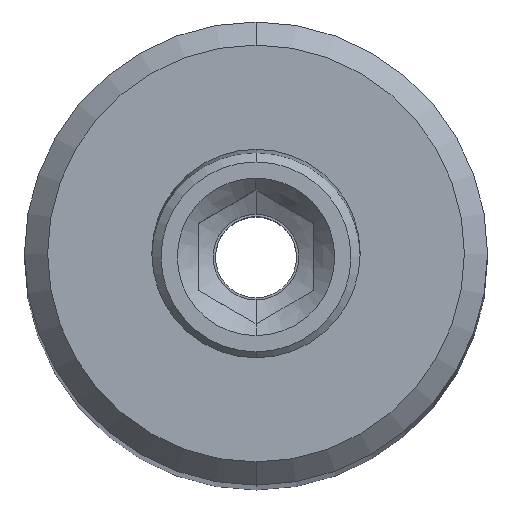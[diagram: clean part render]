
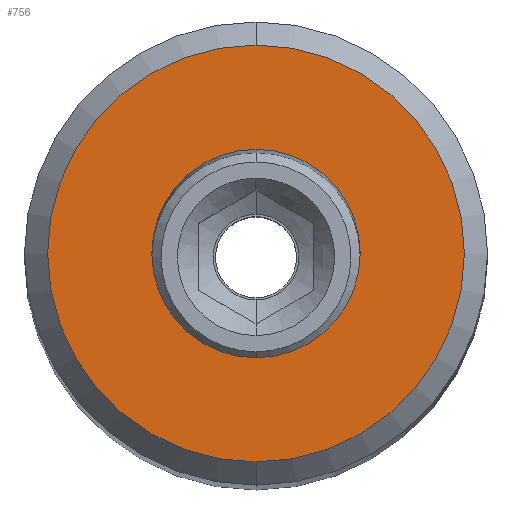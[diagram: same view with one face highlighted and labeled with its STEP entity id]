
A CAD part, top view. The second image highlights one B-rep face of the part: STEP entity #756.
In plain terms, the highlighted planar face has unit normal (0, 0, 1).
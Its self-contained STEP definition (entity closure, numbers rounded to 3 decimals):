
#78=CARTESIAN_POINT('',(0,0,51.5));
#79=DIRECTION('',(0,0,1));
#80=DIRECTION('',(0,1,0));
#81=AXIS2_PLACEMENT_3D('',#78,#79,#80);
#113=CARTESIAN_POINT('',(0,0,51.5));
#114=DIRECTION('',(0,0,-1));
#115=DIRECTION('',(0,1,0));
#116=AXIS2_PLACEMENT_3D('',#113,#114,#115);
#123=CARTESIAN_POINT('',(0,0,51.5));
#124=DIRECTION('',(0,0,1));
#125=DIRECTION('',(0,1,0));
#126=AXIS2_PLACEMENT_3D('',#123,#124,#125);
#128=CARTESIAN_POINT('',(0,0,51.5));
#129=DIRECTION('',(0,0,1));
#130=DIRECTION('',(0,-1,0));
#131=AXIS2_PLACEMENT_3D('',#128,#129,#130);
#477=CARTESIAN_POINT('',(0,4.5,51.5));
#478=CARTESIAN_POINT('',(0,-4.5,51.5));
#479=VERTEX_POINT('',#477);
#480=VERTEX_POINT('',#478);
#493=CARTESIAN_POINT('',(0,9,51.5));
#494=CARTESIAN_POINT('',(0,-9,51.5));
#495=VERTEX_POINT('',#493);
#496=VERTEX_POINT('',#494);
#741=CARTESIAN_POINT('',(0,0,51.5));
#742=DIRECTION('',(0,0,-1));
#743=DIRECTION('',(0,-1,0));
#744=AXIS2_PLACEMENT_3D('',#741,#742,#743);
#745=PLANE('',#744);
#747=ORIENTED_EDGE('',*,*,#746,.F.);
#749=ORIENTED_EDGE('',*,*,#748,.F.);
#750=EDGE_LOOP('',(#747,#749));
#751=FACE_OUTER_BOUND('',#750,.F.);
#752=ORIENTED_EDGE('',*,*,#722,.F.);
#753=ORIENTED_EDGE('',*,*,#664,.T.);
#754=EDGE_LOOP('',(#752,#753));
#755=FACE_BOUND('',#754,.F.);
#756=ADVANCED_FACE('',(#751,#755),#745,.F.);
#82=CIRCLE('',#81,4.5);
#117=CIRCLE('',#116,4.5);
#127=CIRCLE('',#126,9);
#132=CIRCLE('',#131,9);
#664=EDGE_CURVE('',#479,#480,#82,.T.);
#722=EDGE_CURVE('',#479,#480,#117,.T.);
#746=EDGE_CURVE('',#495,#496,#127,.T.);
#748=EDGE_CURVE('',#496,#495,#132,.T.);
